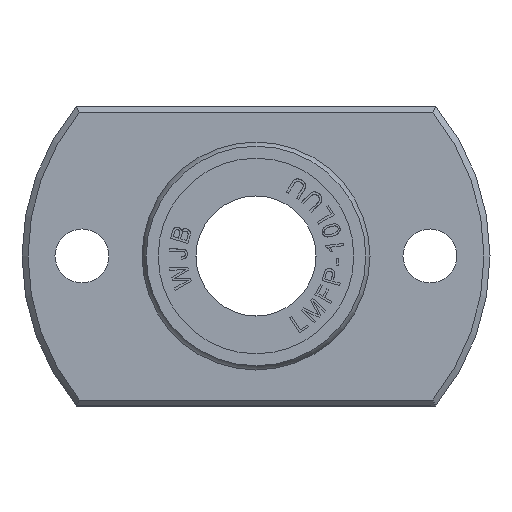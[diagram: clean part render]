
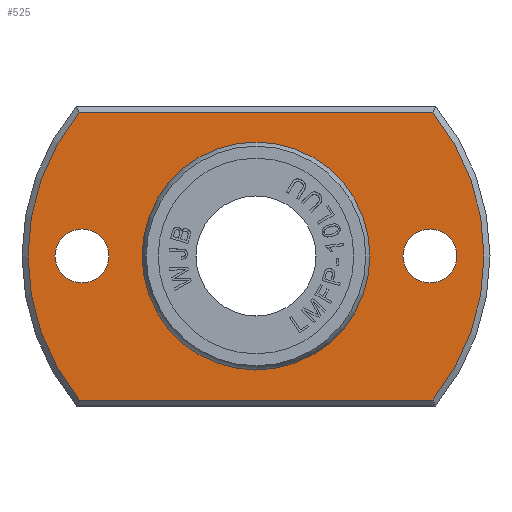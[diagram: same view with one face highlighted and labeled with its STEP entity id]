
A CAD part, left-side view. The second image highlights one B-rep face of the part: STEP entity #525.
In plain terms, the highlighted planar face has unit normal (-1, 0, 0).
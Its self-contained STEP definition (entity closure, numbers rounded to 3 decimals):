
#525=ADVANCED_FACE('',(#1278,#1279,#1280,#1281),#899,.T.);
#899=PLANE('',#6746);
#1175=CIRCLE('',#6741,2.25);
#1176=CIRCLE('',#6742,2.25);
#1177=CIRCLE('',#6743,9.286);
#1178=CIRCLE('',#6744,19.);
#1179=CIRCLE('',#6745,19.);
#1278=FACE_BOUND('',#1384,.T.);
#1279=FACE_BOUND('',#1385,.T.);
#1280=FACE_BOUND('',#1386,.T.);
#1281=FACE_BOUND('',#1387,.T.);
#1384=EDGE_LOOP('',(#2495));
#1385=EDGE_LOOP('',(#2496));
#1386=EDGE_LOOP('',(#2497));
#1387=EDGE_LOOP('',(#2498,#2499,#2500,#2501));
#1860=B_SPLINE_CURVE_WITH_KNOTS('',3,(#9853,#9854,#9855,#9856),.UNSPECIFIED.,
 .F.,.F.,(4,4),(0.,1.),.UNSPECIFIED.);
#1861=B_SPLINE_CURVE_WITH_KNOTS('',3,(#9860,#9861,#9862,#9863),.UNSPECIFIED.,
 .F.,.F.,(4,4),(0.,1.),.UNSPECIFIED.);
#2495=ORIENTED_EDGE('',*,*,#4973,.F.);
#2496=ORIENTED_EDGE('',*,*,#4974,.F.);
#2497=ORIENTED_EDGE('',*,*,#4975,.F.);
#2498=ORIENTED_EDGE('',*,*,#4976,.F.);
#2499=ORIENTED_EDGE('',*,*,#4977,.F.);
#2500=ORIENTED_EDGE('',*,*,#4978,.F.);
#2501=ORIENTED_EDGE('',*,*,#4979,.F.);
#4349=VERTEX_POINT('',#9845);
#4350=VERTEX_POINT('',#9847);
#4351=VERTEX_POINT('',#9849);
#4352=VERTEX_POINT('',#9851);
#4353=VERTEX_POINT('',#9852);
#4354=VERTEX_POINT('',#9857);
#4355=VERTEX_POINT('',#9859);
#4973=EDGE_CURVE('',#4349,#4349,#1175,.T.);
#4974=EDGE_CURVE('',#4350,#4350,#1176,.T.);
#4975=EDGE_CURVE('',#4351,#4351,#1177,.T.);
#4976=EDGE_CURVE('',#4352,#4353,#1178,.T.);
#4977=EDGE_CURVE('',#4354,#4352,#1860,.T.);
#4978=EDGE_CURVE('',#4355,#4354,#1179,.T.);
#4979=EDGE_CURVE('',#4353,#4355,#1861,.T.);
#6741=AXIS2_PLACEMENT_3D('',#9844,#7323,#7324);
#6742=AXIS2_PLACEMENT_3D('',#9846,#7325,#7326);
#6743=AXIS2_PLACEMENT_3D('',#9848,#7327,#7328);
#6744=AXIS2_PLACEMENT_3D('',#9850,#7329,#7330);
#6745=AXIS2_PLACEMENT_3D('',#9858,#7331,#7332);
#6746=AXIS2_PLACEMENT_3D('',#9864,#7333,#7334);
#7323=DIRECTION('',(-1.,0.,0.));
#7324=DIRECTION('',(0.,0.,1.));
#7325=DIRECTION('',(-1.,0.,0.));
#7326=DIRECTION('',(0.,0.,1.));
#7327=DIRECTION('',(-1.,0.,0.));
#7328=DIRECTION('',(0.,0.,1.));
#7329=DIRECTION('',(1.,0.,0.));
#7330=DIRECTION('',(0.,0.,1.));
#7331=DIRECTION('',(1.,0.,0.));
#7332=DIRECTION('',(0.,0.,1.));
#7333=DIRECTION('',(-1.,0.,0.));
#7334=DIRECTION('',(0.,0.,1.));
#9844=CARTESIAN_POINT('',(6.,-14.5,0.));
#9845=CARTESIAN_POINT('',(6.,-14.5,2.25));
#9846=CARTESIAN_POINT('',(6.,14.5,0.));
#9847=CARTESIAN_POINT('',(6.,14.5,2.25));
#9848=CARTESIAN_POINT('',(6.,0.,0.));
#9849=CARTESIAN_POINT('',(6.,0.,9.286));
#9850=CARTESIAN_POINT('',(6.,0.,0.));
#9851=CARTESIAN_POINT('',(6.,-14.732,12.));
#9852=CARTESIAN_POINT('',(6.,-14.732,-12.));
#9853=CARTESIAN_POINT('',(6.,14.731,12.));
#9854=CARTESIAN_POINT('',(6.,4.91,12.));
#9855=CARTESIAN_POINT('',(6.,-4.91,12.));
#9856=CARTESIAN_POINT('',(6.,-14.731,12.));
#9857=CARTESIAN_POINT('',(6.,14.732,12.));
#9858=CARTESIAN_POINT('',(6.,0.,0.));
#9859=CARTESIAN_POINT('',(6.,14.732,-12.));
#9860=CARTESIAN_POINT('',(6.,-14.731,-12.));
#9861=CARTESIAN_POINT('',(6.,-4.91,-12.));
#9862=CARTESIAN_POINT('',(6.,4.91,-12.));
#9863=CARTESIAN_POINT('',(6.,14.731,-12.));
#9864=CARTESIAN_POINT('',(6.,0.,14.393));
